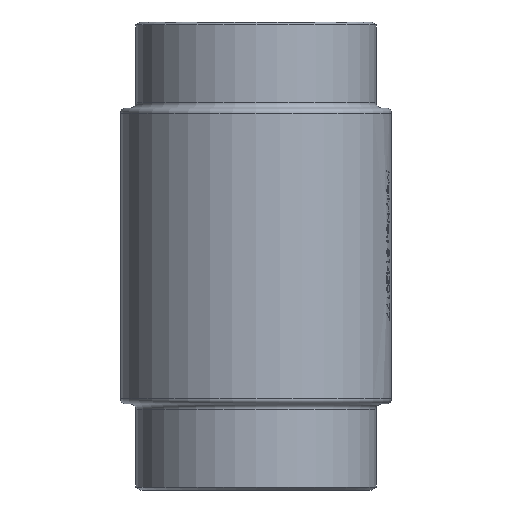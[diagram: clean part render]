
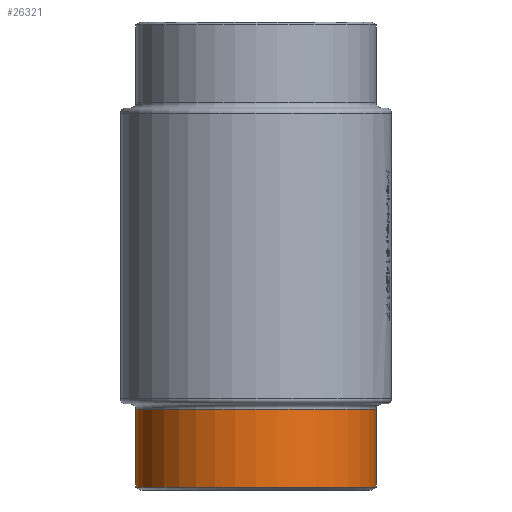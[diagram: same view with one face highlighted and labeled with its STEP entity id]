
A CAD part, front view. The second image highlights one B-rep face of the part: STEP entity #26321.
In plain terms, the highlighted cylindrical face has radius 69.85 mm (diameter 139.7 mm), a partial arc.
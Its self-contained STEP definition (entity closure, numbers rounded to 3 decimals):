
#233 = CARTESIAN_POINT ( 'NONE',  ( 0., 0., -272. ) ) ;
#354 = CARTESIAN_POINT ( 'NONE',  ( 0., 0., -270.268 ) ) ;
#635 = CIRCLE ( 'NONE', #24498, 69.85 ) ;
#1135 = DIRECTION ( 'NONE',  ( 1., 0., 0. ) ) ;
#1970 = CARTESIAN_POINT ( 'NONE',  ( -69.85, 0., -225. ) ) ;
#2366 = CARTESIAN_POINT ( 'NONE',  ( 69.85, 0., -270.268 ) ) ;
#2444 = CARTESIAN_POINT ( 'NONE',  ( 69.85, 0., -225. ) ) ;
#2696 = EDGE_CURVE ( 'NONE', #20267, #17533, #18950, .T. ) ;
#3153 = DIRECTION ( 'NONE',  ( 0., 0., -1. ) ) ;
#3310 = CARTESIAN_POINT ( 'NONE',  ( -69.85, 0., -270.268 ) ) ;
#3469 = CARTESIAN_POINT ( 'NONE',  ( 69.85, 0., -272. ) ) ;
#3556 = CARTESIAN_POINT ( 'NONE',  ( 0., 0., -225. ) ) ;
#3872 = ORIENTED_EDGE ( 'NONE', *, *, #23127, .F. ) ;
#4325 = EDGE_CURVE ( 'NONE', #10500, #20267, #20394, .T. ) ;
#5476 = LINE ( 'NONE', #3469, #20572 ) ;
#6302 = VECTOR ( 'NONE', #8696, 1000. ) ;
#6560 = ORIENTED_EDGE ( 'NONE', *, *, #2696, .T. ) ;
#6709 = AXIS2_PLACEMENT_3D ( 'NONE', #233, #16494, #14494 ) ;
#8696 = DIRECTION ( 'NONE',  ( 0., 0., -1. ) ) ;
#8894 = CYLINDRICAL_SURFACE ( 'NONE', #6709, 69.85 ) ;
#10500 = VERTEX_POINT ( 'NONE', #2444 ) ;
#11494 = EDGE_LOOP ( 'NONE', ( #11773, #6560, #18549, #3872 ) ) ;
#11773 = ORIENTED_EDGE ( 'NONE', *, *, #4325, .T. ) ;
#13583 = DIRECTION ( 'NONE',  ( 0., 0., -1. ) ) ;
#14494 = DIRECTION ( 'NONE',  ( 1., 0., 0. ) ) ;
#16494 = DIRECTION ( 'NONE',  ( 0., 0., -1. ) ) ;
#17533 = VERTEX_POINT ( 'NONE', #3310 ) ;
#17809 = EDGE_CURVE ( 'NONE', #17533, #26305, #635, .T. ) ;
#18501 = FACE_OUTER_BOUND ( 'NONE', #11494, .T. ) ;
#18549 = ORIENTED_EDGE ( 'NONE', *, *, #17809, .T. ) ;
#18950 = LINE ( 'NONE', #22941, #6302 ) ;
#19963 = AXIS2_PLACEMENT_3D ( 'NONE', #3556, #3153, #1135 ) ;
#20267 = VERTEX_POINT ( 'NONE', #1970 ) ;
#20394 = CIRCLE ( 'NONE', #19963, 69.85 ) ;
#20572 = VECTOR ( 'NONE', #13583, 1000. ) ;
#20609 = DIRECTION ( 'NONE',  ( 1., 0., 0. ) ) ;
#22941 = CARTESIAN_POINT ( 'NONE',  ( -69.85, 0., -272. ) ) ;
#23127 = EDGE_CURVE ( 'NONE', #10500, #26305, #5476, .T. ) ;
#24498 = AXIS2_PLACEMENT_3D ( 'NONE', #354, #24616, #20609 ) ;
#24616 = DIRECTION ( 'NONE',  ( 0., 0., 1. ) ) ;
#26305 = VERTEX_POINT ( 'NONE', #2366 ) ;
#26321 = ADVANCED_FACE ( 'NONE', ( #18501 ), #8894, .T. ) ;
